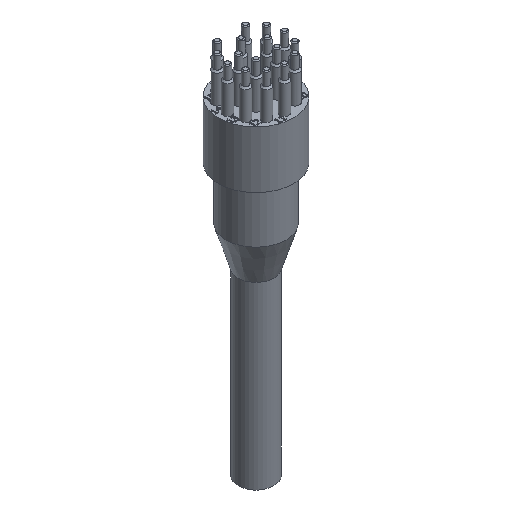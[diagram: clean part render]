
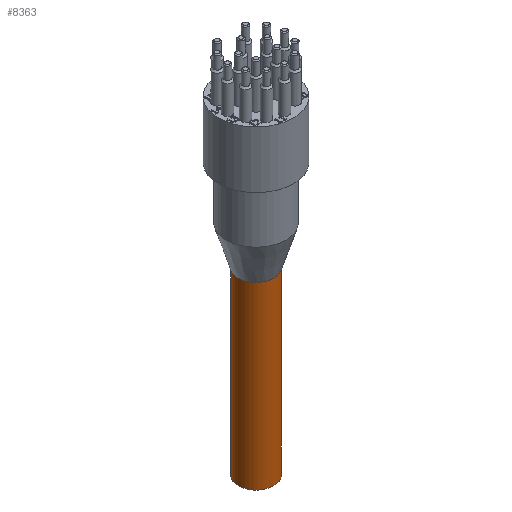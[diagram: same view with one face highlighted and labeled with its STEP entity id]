
A CAD part, isometric view. The second image highlights one B-rep face of the part: STEP entity #8363.
In plain terms, the highlighted cylindrical face has radius 6 mm (diameter 12 mm), a full revolution.
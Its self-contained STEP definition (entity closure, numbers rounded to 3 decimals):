
#44=CYLINDRICAL_SURFACE($,#8740,6.);
#161=CIRCLE($,#8741,6.);
#162=CIRCLE($,#8742,6.);
#630=FACE_OUTER_BOUND($,#2937,.T.);
#2351=FACE_BOUND($,#2938,.T.);
#2937=EDGE_LOOP($,(#7579));
#2938=EDGE_LOOP($,(#7580));
#4112=VERTEX_POINT($,#15571);
#4113=VERTEX_POINT($,#15573);
#5272=EDGE_CURVE($,#4112,#4112,#161,.T.);
#5273=EDGE_CURVE($,#4113,#4113,#162,.T.);
#7579=ORIENTED_EDGE($,*,*,#5272,.T.);
#7580=ORIENTED_EDGE($,*,*,#5273,.F.);
#8363=ADVANCED_FACE($,(#630,#2351),#44,.T.);
#8740=AXIS2_PLACEMENT_3D($,#15570,#10196,#10197);
#8741=AXIS2_PLACEMENT_3D($,#15572,#10198,#10199);
#8742=AXIS2_PLACEMENT_3D($,#15574,#10200,#10201);
#10196=DIRECTION('center_axis',(0.,0.,-1.));
#10197=DIRECTION('ref_axis',(1.,0.,0.));
#10198=DIRECTION('center_axis',(0.,0.,1.));
#10199=DIRECTION('ref_axis',(1.,0.,0.));
#10200=DIRECTION('center_axis',(0.,0.,1.));
#10201=DIRECTION('ref_axis',(1.,0.,0.));
#15570=CARTESIAN_POINT('Origin',(0.,0.,-30.5));
#15571=CARTESIAN_POINT('',(-6.,0.,-90.5));
#15572=CARTESIAN_POINT('Origin',(0.,0.,-90.5));
#15573=CARTESIAN_POINT('',(6.,0.,-30.5));
#15574=CARTESIAN_POINT('Origin',(0.,0.,-30.5));
